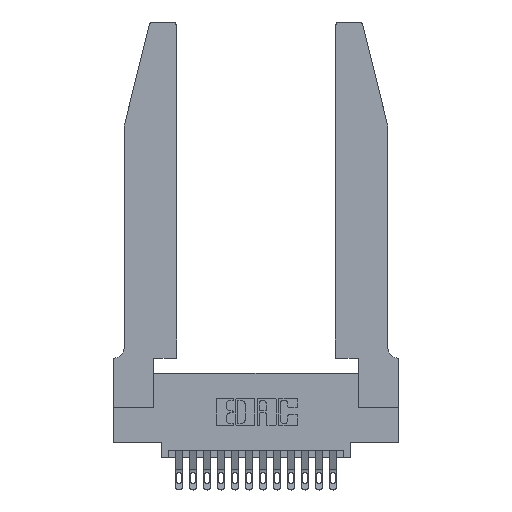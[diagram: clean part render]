
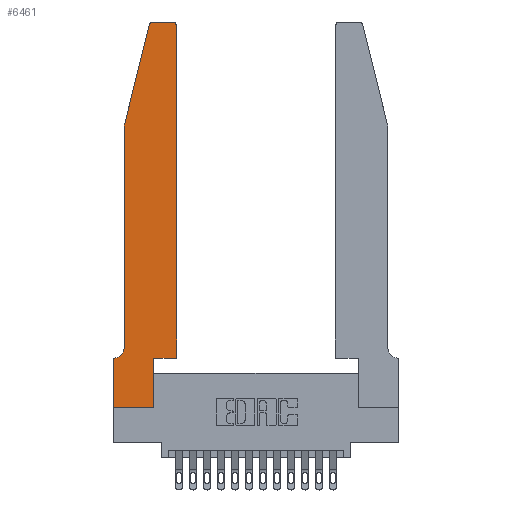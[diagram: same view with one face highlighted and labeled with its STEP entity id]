
A CAD part, top view. The second image highlights one B-rep face of the part: STEP entity #6461.
In plain terms, the highlighted planar face has unit normal (0, 0, 1).
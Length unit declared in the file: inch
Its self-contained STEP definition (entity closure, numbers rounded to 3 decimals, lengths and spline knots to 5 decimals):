
#41 = CIRCLE ( 'NONE', #8476, 0.03 ) ;
#404 = ORIENTED_EDGE ( 'NONE', *, *, #17188, .T. ) ;
#644 = DIRECTION ( 'NONE',  ( 1., 0., 0. ) ) ;
#1243 = AXIS2_PLACEMENT_3D ( 'NONE', #4331, #13046, #15896 ) ;
#1502 = EDGE_CURVE ( 'NONE', #1812, #12952, #11591, .T. ) ;
#1595 = ORIENTED_EDGE ( 'NONE', *, *, #5753, .T. ) ;
#1629 = CARTESIAN_POINT ( 'NONE',  ( 0.0755, 0.35, 0.37 ) ) ;
#1674 = DIRECTION ( 'NONE',  ( -1., 0., 0. ) ) ;
#1733 = ORIENTED_EDGE ( 'NONE', *, *, #13776, .T. ) ;
#1812 = VERTEX_POINT ( 'NONE', #2184 ) ;
#1928 = ORIENTED_EDGE ( 'NONE', *, *, #6057, .T. ) ;
#2184 = CARTESIAN_POINT ( 'NONE',  ( 0., 0.35, 0.37 ) ) ;
#2267 = ORIENTED_EDGE ( 'NONE', *, *, #14041, .T. ) ;
#2528 = LINE ( 'NONE', #5033, #6545 ) ;
#2562 = CIRCLE ( 'NONE', #7403, 0.03 ) ;
#2608 = ORIENTED_EDGE ( 'NONE', *, *, #1502, .T. ) ;
#2892 = DIRECTION ( 'NONE',  ( 1., 0., 0. ) ) ;
#3177 = CARTESIAN_POINT ( 'NONE',  ( 0.2865, 0., 0.37 ) ) ;
#3548 = EDGE_CURVE ( 'NONE', #6164, #5749, #2528, .T. ) ;
#3818 = CARTESIAN_POINT ( 'NONE',  ( 0.0755, 2., 0.37 ) ) ;
#3880 = EDGE_CURVE ( 'NONE', #4491, #1812, #10158, .T. ) ;
#3944 = ORIENTED_EDGE ( 'NONE', *, *, #3880, .T. ) ;
#4157 = CARTESIAN_POINT ( 'NONE',  ( 0., 0.35, 0.37 ) ) ;
#4302 = LINE ( 'NONE', #7388, #11999 ) ;
#4331 = CARTESIAN_POINT ( 'NONE',  ( 0.0055, 0.42, 0.37 ) ) ;
#4491 = VERTEX_POINT ( 'NONE', #11694 ) ;
#4972 = CARTESIAN_POINT ( 'NONE',  ( 0.4505, 2.72, 0.37 ) ) ;
#5033 = CARTESIAN_POINT ( 'NONE',  ( 0.0755, 2., 0.37 ) ) ;
#5647 = EDGE_CURVE ( 'NONE', #8359, #7932, #13466, .T. ) ;
#5749 = VERTEX_POINT ( 'NONE', #10125 ) ;
#5753 = EDGE_CURVE ( 'NONE', #7189, #18146, #10991, .T. ) ;
#6057 = EDGE_CURVE ( 'NONE', #5749, #4491, #14807, .T. ) ;
#6164 = VERTEX_POINT ( 'NONE', #3818 ) ;
#6461 = ADVANCED_FACE ( 'NONE', ( #9611 ), #11440, .T. ) ;
#6493 = ORIENTED_EDGE ( 'NONE', *, *, #5647, .T. ) ;
#6545 = VECTOR ( 'NONE', #9598, 39.37008 ) ;
#6628 = CARTESIAN_POINT ( 'NONE',  ( 0.284, 2.72, 0.37 ) ) ;
#7058 = DIRECTION ( 'NONE',  ( 1., 0., 0. ) ) ;
#7136 = VECTOR ( 'NONE', #17513, 39.37008 ) ;
#7189 = VERTEX_POINT ( 'NONE', #12953 ) ;
#7388 = CARTESIAN_POINT ( 'NONE',  ( 0.2605, 2.75, 0.37 ) ) ;
#7403 = AXIS2_PLACEMENT_3D ( 'NONE', #6628, #7559, #14778 ) ;
#7559 = DIRECTION ( 'NONE',  ( 0., 0., 1. ) ) ;
#7767 = ORIENTED_EDGE ( 'NONE', *, *, #3548, .T. ) ;
#7932 = VERTEX_POINT ( 'NONE', #12734 ) ;
#8036 = CARTESIAN_POINT ( 'NONE',  ( 0., 0., 0.37 ) ) ;
#8126 = VECTOR ( 'NONE', #12968, 39.37008 ) ;
#8239 = DIRECTION ( 'NONE',  ( -0.239, -0.971, 0. ) ) ;
#8359 = VERTEX_POINT ( 'NONE', #3177 ) ;
#8476 = AXIS2_PLACEMENT_3D ( 'NONE', #17933, #9273, #644 ) ;
#8595 = CARTESIAN_POINT ( 'NONE',  ( 0.4505, 0.35, 0.37 ) ) ;
#8596 = ORIENTED_EDGE ( 'NONE', *, *, #11411, .T. ) ;
#9273 = DIRECTION ( 'NONE',  ( 0., 0., 1. ) ) ;
#9401 = CARTESIAN_POINT ( 'NONE',  ( 0., 0., 0.37 ) ) ;
#9467 = EDGE_CURVE ( 'NONE', #12952, #8359, #16002, .T. ) ;
#9598 = DIRECTION ( 'NONE',  ( 0., -1., 0. ) ) ;
#9611 = FACE_OUTER_BOUND ( 'NONE', #14325, .T. ) ;
#9691 = CARTESIAN_POINT ( 'NONE',  ( 0.0755, 2., 0.37 ) ) ;
#9769 = VECTOR ( 'NONE', #13919, 39.37008 ) ;
#10125 = CARTESIAN_POINT ( 'NONE',  ( 0.0755, 0.42, 0.37 ) ) ;
#10158 = LINE ( 'NONE', #1629, #8126 ) ;
#10977 = VECTOR ( 'NONE', #8239, 39.37008 ) ;
#10991 = LINE ( 'NONE', #8595, #7136 ) ;
#11180 = CARTESIAN_POINT ( 'NONE',  ( 0.2865, 0.35, 0.37 ) ) ;
#11411 = EDGE_CURVE ( 'NONE', #7932, #7189, #17751, .T. ) ;
#11440 = PLANE ( 'NONE',  #15645 ) ;
#11451 = VECTOR ( 'NONE', #12751, 39.37008 ) ;
#11591 = LINE ( 'NONE', #18282, #9769 ) ;
#11622 = CARTESIAN_POINT ( 'NONE',  ( 0.25487, 2.72718, 0.37 ) ) ;
#11694 = CARTESIAN_POINT ( 'NONE',  ( 0.0055, 0.35, 0.37 ) ) ;
#11705 = VECTOR ( 'NONE', #2892, 39.37008 ) ;
#11999 = VECTOR ( 'NONE', #1674, 39.37008 ) ;
#12570 = VERTEX_POINT ( 'NONE', #11622 ) ;
#12734 = CARTESIAN_POINT ( 'NONE',  ( 0.2865, 0.35, 0.37 ) ) ;
#12751 = DIRECTION ( 'NONE',  ( 0., 1., 0. ) ) ;
#12856 = CARTESIAN_POINT ( 'NONE',  ( 0.4505, 0.35, 0.37 ) ) ;
#12952 = VERTEX_POINT ( 'NONE', #9401 ) ;
#12953 = CARTESIAN_POINT ( 'NONE',  ( 0.4505, 0.35, 0.37 ) ) ;
#12968 = DIRECTION ( 'NONE',  ( -1., 0., 0. ) ) ;
#13046 = DIRECTION ( 'NONE',  ( 0., 0., -1. ) ) ;
#13466 = LINE ( 'NONE', #11180, #11451 ) ;
#13586 = ORIENTED_EDGE ( 'NONE', *, *, #9467, .T. ) ;
#13776 = EDGE_CURVE ( 'NONE', #16085, #17365, #4302, .T. ) ;
#13899 = VECTOR ( 'NONE', #18667, 39.37008 ) ;
#13919 = DIRECTION ( 'NONE',  ( 0., -1., 0. ) ) ;
#14041 = EDGE_CURVE ( 'NONE', #18146, #16085, #41, .T. ) ;
#14325 = EDGE_LOOP ( 'NONE', ( #1733, #14764, #404, #7767, #1928, #3944, #2608, #13586, #6493, #8596, #1595, #2267 ) ) ;
#14764 = ORIENTED_EDGE ( 'NONE', *, *, #15030, .T. ) ;
#14778 = DIRECTION ( 'NONE',  ( 1., 0., 0. ) ) ;
#14807 = CIRCLE ( 'NONE', #1243, 0.07 ) ;
#14867 = CARTESIAN_POINT ( 'NONE',  ( 0.4205, 2.75, 0.37 ) ) ;
#15030 = EDGE_CURVE ( 'NONE', #17365, #12570, #2562, .T. ) ;
#15483 = LINE ( 'NONE', #9691, #10977 ) ;
#15625 = CARTESIAN_POINT ( 'NONE',  ( 0.284, 2.75, 0.37 ) ) ;
#15645 = AXIS2_PLACEMENT_3D ( 'NONE', #4157, #17118, #7058 ) ;
#15896 = DIRECTION ( 'NONE',  ( -1., 0., 0. ) ) ;
#16002 = LINE ( 'NONE', #8036, #11705 ) ;
#16085 = VERTEX_POINT ( 'NONE', #14867 ) ;
#17118 = DIRECTION ( 'NONE',  ( 0., 0., 1. ) ) ;
#17188 = EDGE_CURVE ( 'NONE', #12570, #6164, #15483, .T. ) ;
#17365 = VERTEX_POINT ( 'NONE', #15625 ) ;
#17513 = DIRECTION ( 'NONE',  ( 0., 1., 0. ) ) ;
#17751 = LINE ( 'NONE', #12856, #13899 ) ;
#17933 = CARTESIAN_POINT ( 'NONE',  ( 0.4205, 2.72, 0.37 ) ) ;
#18146 = VERTEX_POINT ( 'NONE', #4972 ) ;
#18282 = CARTESIAN_POINT ( 'NONE',  ( 0., 0., 0.37 ) ) ;
#18667 = DIRECTION ( 'NONE',  ( 1., 0., 0. ) ) ;
